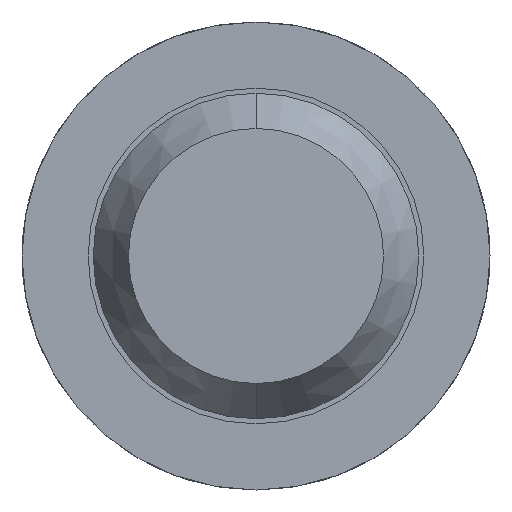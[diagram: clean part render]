
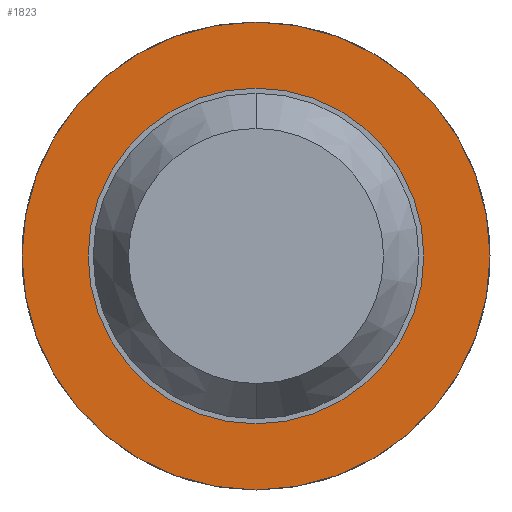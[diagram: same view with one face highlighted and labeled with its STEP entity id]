
A CAD part, front view. The second image highlights one B-rep face of the part: STEP entity #1823.
In plain terms, the highlighted planar face has unit normal (0, -1, 0).
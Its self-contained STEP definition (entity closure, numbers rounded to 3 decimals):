
#37 = EDGE_CURVE ( 'Defeature ausgef�hrt1_14+Defeature ausgef�hrt1_13+Defeature ausgef�hrt1_13+Defeature ausgef�hrt1_13', #1750, #3975, #1951, .T. ) ;
#88 = DIRECTION ( 'NONE',  ( 0., 0., 1. ) ) ;
#101 = CARTESIAN_POINT ( 'NONE',  ( 0., -1.7, -0.825 ) ) ;
#231 = ORIENTED_EDGE ( 'NONE', *, *, #4188, .F. ) ;
#399 = CARTESIAN_POINT ( 'NONE',  ( 0., -1.7, 0. ) ) ;
#423 = VERTEX_POINT ( 'NONE', #437 ) ;
#437 = CARTESIAN_POINT ( 'NONE',  ( 0., -1.7, 1.15 ) ) ;
#517 = PLANE ( 'NONE',  #4508 ) ;
#681 = CARTESIAN_POINT ( 'NONE',  ( 0., -1.7, 0. ) ) ;
#819 = EDGE_CURVE ( 'Defeature ausgef�hrt1_14+Defeature ausgef�hrt1_13+Defeature ausgef�hrt1_13+Defeature ausgef�hrt1_13', #3975, #1750, #2364, .T. ) ;
#941 = EDGE_LOOP ( 'NONE', ( #3516, #231 ) ) ;
#943 = CIRCLE ( 'NONE', #3000, 1.15 ) ;
#999 = DIRECTION ( 'NONE',  ( 0., 1., 0. ) ) ;
#1100 = ORIENTED_EDGE ( 'NONE', *, *, #819, .T. ) ;
#1270 = ORIENTED_EDGE ( 'NONE', *, *, #37, .T. ) ;
#1463 = CARTESIAN_POINT ( 'NONE',  ( 0., -1.7, -1.15 ) ) ;
#1482 = FACE_OUTER_BOUND ( 'NONE', #941, .T. ) ;
#1571 = DIRECTION ( 'NONE',  ( 0., 0., 1. ) ) ;
#1600 = DIRECTION ( 'NONE',  ( 0., 1., 0. ) ) ;
#1607 = DIRECTION ( 'NONE',  ( 0., 1., 0. ) ) ;
#1737 = AXIS2_PLACEMENT_3D ( 'NONE', #1899, #2230, #3375 ) ;
#1750 = VERTEX_POINT ( 'NONE', #101 ) ;
#1823 = ADVANCED_FACE ( 'Defeature ausgef�hrt1_14', ( #1482, #2322 ), #517, .F. ) ;
#1899 = CARTESIAN_POINT ( 'NONE',  ( 0., -1.7, 0. ) ) ;
#1951 = CIRCLE ( 'NONE', #2618, 0.825 ) ;
#2036 = DIRECTION ( 'NONE',  ( 0., 0., 1. ) ) ;
#2191 = VERTEX_POINT ( 'NONE', #1463 ) ;
#2230 = DIRECTION ( 'NONE',  ( 0., 1., 0. ) ) ;
#2261 = DIRECTION ( 'NONE',  ( 0., 1., 0. ) ) ;
#2322 = FACE_BOUND ( 'NONE', #3960, .T. ) ;
#2364 = CIRCLE ( 'NONE', #1737, 0.825 ) ;
#2618 = AXIS2_PLACEMENT_3D ( 'NONE', #399, #2261, #88 ) ;
#2646 = EDGE_CURVE ( 'Defeature ausgef�hrt1_7+Defeature ausgef�hrt1_14+Defeature ausgef�hrt1_14+Defeature ausgef�hrt1_14', #423, #2191, #3269, .T. ) ;
#2872 = AXIS2_PLACEMENT_3D ( 'NONE', #3852, #1600, #1571 ) ;
#3000 = AXIS2_PLACEMENT_3D ( 'NONE', #681, #999, #3987 ) ;
#3116 = CARTESIAN_POINT ( 'NONE',  ( 0., -1.7, 0.825 ) ) ;
#3269 = CIRCLE ( 'NONE', #2872, 1.15 ) ;
#3375 = DIRECTION ( 'NONE',  ( 0., 0., 1. ) ) ;
#3516 = ORIENTED_EDGE ( 'NONE', *, *, #2646, .F. ) ;
#3852 = CARTESIAN_POINT ( 'NONE',  ( 0., -1.7, 0. ) ) ;
#3861 = CARTESIAN_POINT ( 'NONE',  ( 0.825, -1.7, 0. ) ) ;
#3960 = EDGE_LOOP ( 'NONE', ( #1100, #1270 ) ) ;
#3975 = VERTEX_POINT ( 'NONE', #3116 ) ;
#3987 = DIRECTION ( 'NONE',  ( 0., 0., 1. ) ) ;
#4188 = EDGE_CURVE ( 'Defeature ausgef�hrt1_7+Defeature ausgef�hrt1_14+Defeature ausgef�hrt1_14+Defeature ausgef�hrt1_14', #2191, #423, #943, .T. ) ;
#4508 = AXIS2_PLACEMENT_3D ( 'NONE', #3861, #1607, #2036 ) ;
